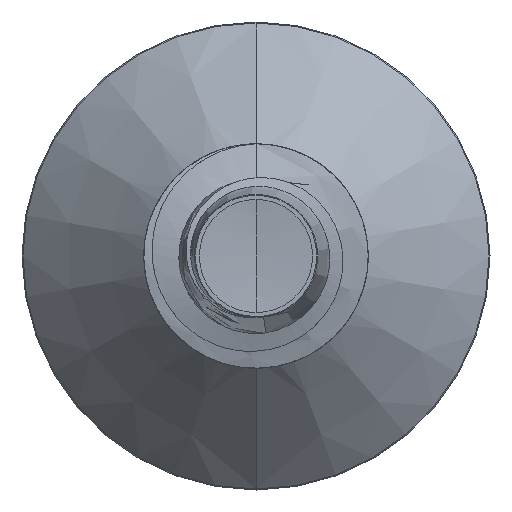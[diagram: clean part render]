
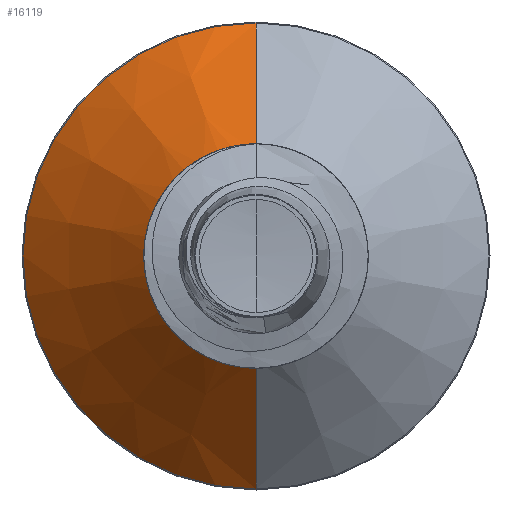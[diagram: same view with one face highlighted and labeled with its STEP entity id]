
A CAD part, front view. The second image highlights one B-rep face of the part: STEP entity #16119.
In plain terms, the highlighted conical face has half-angle 45 degrees and reference radius 1.633 mm.
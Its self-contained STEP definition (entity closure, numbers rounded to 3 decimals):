
#2646 = VECTOR ( 'NONE', #18335, 1000. ) ;
#2910 = ORIENTED_EDGE ( 'NONE', *, *, #22709, .T. ) ;
#3068 = LINE ( 'NONE', #23493, #2646 ) ;
#3357 = EDGE_CURVE ( 'NONE', #18086, #18747, #14973, .T. ) ;
#4162 = LINE ( 'NONE', #21186, #4434 ) ;
#4434 = VECTOR ( 'NONE', #16013, 1000. ) ;
#4835 = CIRCLE ( 'NONE', #4915, 3.635 ) ;
#4857 = CARTESIAN_POINT ( 'NONE',  ( 0., 17.332, 1.632 ) ) ;
#4915 = AXIS2_PLACEMENT_3D ( 'NONE', #19551, #8102, #21287 ) ;
#6379 = CONICAL_SURFACE ( 'NONE', #10749, 1.632, 0.785 ) ;
#6486 = FACE_OUTER_BOUND ( 'NONE', #21241, .T. ) ;
#8102 = DIRECTION ( 'NONE',  ( 0., 1., 0. ) ) ;
#9931 = ORIENTED_EDGE ( 'NONE', *, *, #20550, .F. ) ;
#10479 = DIRECTION ( 'NONE',  ( 0., 0., 1. ) ) ;
#10749 = AXIS2_PLACEMENT_3D ( 'NONE', #22930, #12527, #10479 ) ;
#12527 = DIRECTION ( 'NONE',  ( 0., 1., 0. ) ) ;
#13255 = ORIENTED_EDGE ( 'NONE', *, *, #3357, .T. ) ;
#13378 = CARTESIAN_POINT ( 'NONE',  ( 0., 17.332, 0. ) ) ;
#13396 = DIRECTION ( 'NONE',  ( 0., 1., 0. ) ) ;
#13424 = DIRECTION ( 'NONE',  ( 0., 0., 1. ) ) ;
#14973 = CIRCLE ( 'NONE', #18664, 1.632 ) ;
#15297 = CARTESIAN_POINT ( 'NONE',  ( 0., 17.332, -1.632 ) ) ;
#15507 = ORIENTED_EDGE ( 'NONE', *, *, #21596, .F. ) ;
#16013 = DIRECTION ( 'NONE',  ( 0., 0.707, -0.707 ) ) ;
#16119 = ADVANCED_FACE ( 'NONE', ( #6486 ), #6379, .T. ) ;
#17268 = CARTESIAN_POINT ( 'NONE',  ( 0., 19.335, 3.635 ) ) ;
#18086 = VERTEX_POINT ( 'NONE', #15297 ) ;
#18335 = DIRECTION ( 'NONE',  ( 0., 0.707, 0.707 ) ) ;
#18664 = AXIS2_PLACEMENT_3D ( 'NONE', #13378, #13396, #13424 ) ;
#18747 = VERTEX_POINT ( 'NONE', #4857 ) ;
#19551 = CARTESIAN_POINT ( 'NONE',  ( 0., 19.335, 0. ) ) ;
#20550 = EDGE_CURVE ( 'NONE', #23705, #21171, #4835, .T. ) ;
#21171 = VERTEX_POINT ( 'NONE', #17268 ) ;
#21186 = CARTESIAN_POINT ( 'NONE',  ( 0., 17.332, -1.632 ) ) ;
#21241 = EDGE_LOOP ( 'NONE', ( #15507, #13255, #2910, #9931 ) ) ;
#21287 = DIRECTION ( 'NONE',  ( 0., 0., 1. ) ) ;
#21596 = EDGE_CURVE ( 'NONE', #18086, #23705, #4162, .T. ) ;
#22222 = CARTESIAN_POINT ( 'NONE',  ( 0., 19.335, -3.635 ) ) ;
#22709 = EDGE_CURVE ( 'NONE', #18747, #21171, #3068, .T. ) ;
#22930 = CARTESIAN_POINT ( 'NONE',  ( 0., 17.332, 0. ) ) ;
#23493 = CARTESIAN_POINT ( 'NONE',  ( 0., 17.332, 1.632 ) ) ;
#23705 = VERTEX_POINT ( 'NONE', #22222 ) ;
